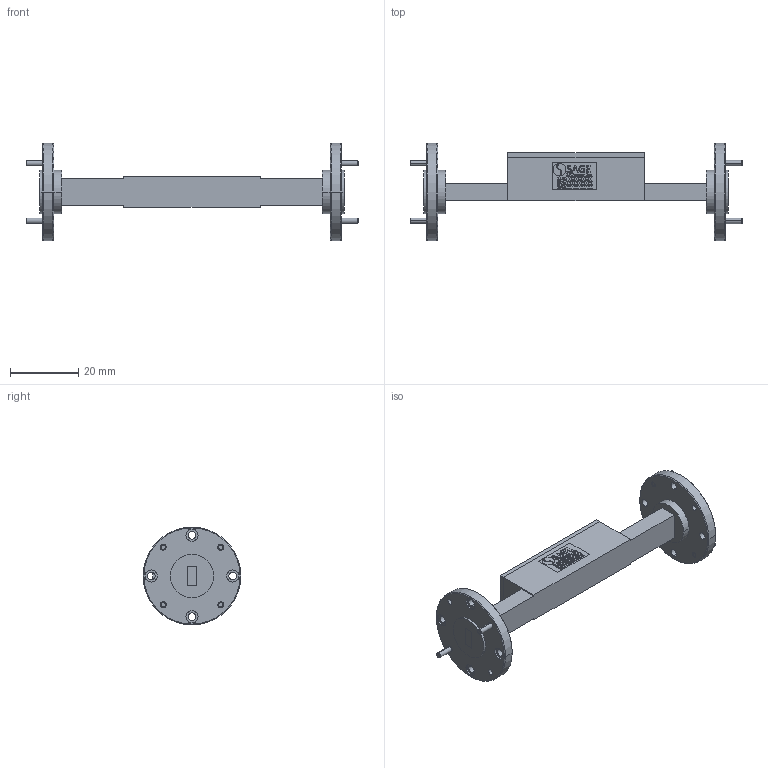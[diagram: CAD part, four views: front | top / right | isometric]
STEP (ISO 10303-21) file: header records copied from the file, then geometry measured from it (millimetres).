
FILE_DESCRIPTION (( 'STEP AP203' ), '1' );
FILE_NAME ('STA-XX-22-F2.STEP', '2018-06-21T21:51:51', ( '' ), ( '' ), 'SwSTEP 2.0', 'SolidWorks 2016', '' );
FILE_SCHEMA (( 'CONFIG_CONTROL_DESIGN' ));
Length unit declared in the file: millimetre
Products named in the file (1): STA-XX-22-F2
Bounding box: 97.03 x 28.57 x 28.57 mm (x, y, z)
Volume: 11324.3 mm3; surface area: 7542.5 mm2
Topology: 7 solids, 7 shells, 1132 faces, 3049 edges, 2022 vertices
Faces by surface type: bspline 519, plane 511, cylinder 70, cone 32
Entity records: 54436 total; most frequent: CARTESIAN_POINT 29315, ORIENTED_EDGE 6098, DIRECTION 3411, EDGE_CURVE 3049, VERTEX_POINT 2022, VECTOR 1839, LINE 1839, EDGE_LOOP 1255
